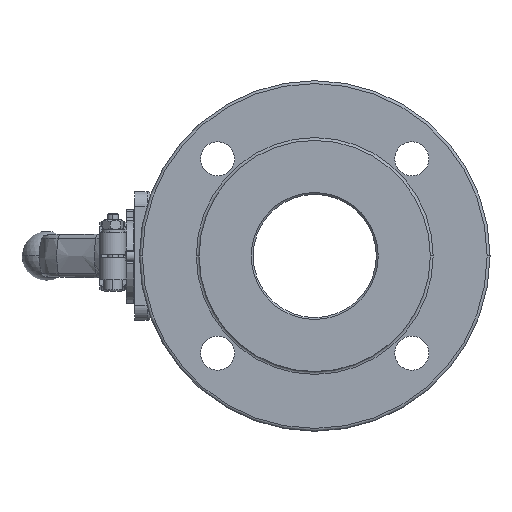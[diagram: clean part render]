
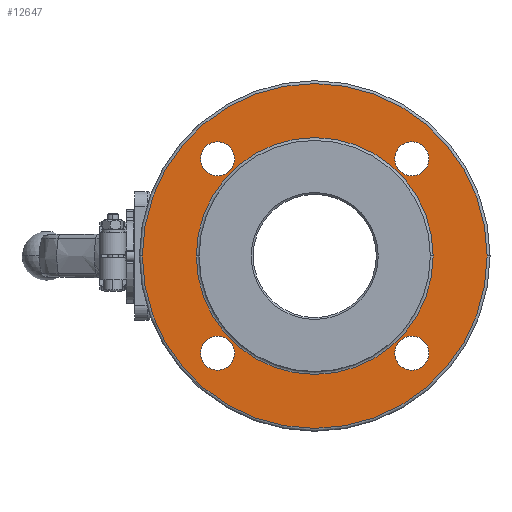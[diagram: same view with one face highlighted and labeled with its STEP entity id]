
A CAD part, left-side view. The second image highlights one B-rep face of the part: STEP entity #12647.
In plain terms, the highlighted planar face has unit normal (-1, 0, 0).
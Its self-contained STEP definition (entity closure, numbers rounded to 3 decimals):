
#311 = EDGE_CURVE ( 'NONE', #7541, #22717, #3684, .T. ) ;
#786 = ORIENTED_EDGE ( 'NONE', *, *, #3478, .F. ) ;
#1416 = EDGE_CURVE ( 'NONE', #3655, #15660, #41030, .T. ) ;
#1583 = DIRECTION ( 'NONE',  ( 0., 0., 1. ) ) ;
#1874 = EDGE_LOOP ( 'NONE', ( #8566, #23026 ) ) ;
#2388 = DIRECTION ( 'NONE',  ( 1., 0., 0. ) ) ;
#3301 = CIRCLE ( 'NONE', #3987, 9. ) ;
#3478 = EDGE_CURVE ( 'NONE', #6315, #40323, #23472, .T. ) ;
#3571 = EDGE_LOOP ( 'NONE', ( #11811, #8753 ) ) ;
#3655 = VERTEX_POINT ( 'NONE', #20066 ) ;
#3684 = CIRCLE ( 'NONE', #30601, 9. ) ;
#3987 = AXIS2_PLACEMENT_3D ( 'NONE', #35123, #21880, #22298 ) ;
#4755 = CARTESIAN_POINT ( 'NONE',  ( -57.5, 41.015, -51.265 ) ) ;
#5158 = FACE_BOUND ( 'NONE', #34371, .T. ) ;
#5350 = DIRECTION ( 'NONE',  ( 0., 0., -1. ) ) ;
#5734 = DIRECTION ( 'NONE',  ( 0., 0., 1. ) ) ;
#6315 = VERTEX_POINT ( 'NONE', #38343 ) ;
#6412 = DIRECTION ( 'NONE',  ( 0., -1., 0. ) ) ;
#7073 = EDGE_CURVE ( 'NONE', #25164, #34174, #17529, .T. ) ;
#7435 = DIRECTION ( 'NONE',  ( 1., 0., 0. ) ) ;
#7541 = VERTEX_POINT ( 'NONE', #31011 ) ;
#7666 = DIRECTION ( 'NONE',  ( 1., 0., 0. ) ) ;
#8266 = DIRECTION ( 'NONE',  ( 0., -1., 0. ) ) ;
#8566 = ORIENTED_EDGE ( 'NONE', *, *, #7073, .F. ) ;
#8753 = ORIENTED_EDGE ( 'NONE', *, *, #35685, .T. ) ;
#8897 = ORIENTED_EDGE ( 'NONE', *, *, #311, .T. ) ;
#9798 = AXIS2_PLACEMENT_3D ( 'NONE', #15954, #31330, #15330 ) ;
#10018 = DIRECTION ( 'NONE',  ( 1., 0., 0. ) ) ;
#11260 = FACE_OUTER_BOUND ( 'NONE', #24949, .T. ) ;
#11811 = ORIENTED_EDGE ( 'NONE', *, *, #31951, .T. ) ;
#12089 = CARTESIAN_POINT ( 'NONE',  ( -57.5, -1.25, 0. ) ) ;
#12355 = EDGE_CURVE ( 'NONE', #15660, #3655, #3301, .T. ) ;
#12586 = VERTEX_POINT ( 'NONE', #4755 ) ;
#12647 = ADVANCED_FACE ( 'NONE', ( #20577, #5158, #24570, #14441, #17830, #11260 ), #20997, .T. ) ;
#12777 = CARTESIAN_POINT ( 'NONE',  ( -57.5, -43.515, 51.265 ) ) ;
#12955 = CARTESIAN_POINT ( 'NONE',  ( -57.5, -61.515, -51.265 ) ) ;
#13183 = DIRECTION ( 'NONE',  ( 0., -1., 0. ) ) ;
#13617 = AXIS2_PLACEMENT_3D ( 'NONE', #18133, #30969, #14963 ) ;
#14441 = FACE_BOUND ( 'NONE', #17908, .T. ) ;
#14878 = ORIENTED_EDGE ( 'NONE', *, *, #12355, .T. ) ;
#14963 = DIRECTION ( 'NONE',  ( 0., 0., -1. ) ) ;
#15152 = EDGE_CURVE ( 'NONE', #36222, #26717, #31215, .T. ) ;
#15330 = DIRECTION ( 'NONE',  ( 0., -1., 0. ) ) ;
#15660 = VERTEX_POINT ( 'NONE', #19201 ) ;
#15728 = CARTESIAN_POINT ( 'NONE',  ( -57.5, -52.515, 51.265 ) ) ;
#15925 = CIRCLE ( 'NONE', #37477, 91. ) ;
#15954 = CARTESIAN_POINT ( 'NONE',  ( -57.5, 50.015, -51.265 ) ) ;
#16178 = CIRCLE ( 'NONE', #29603, 9. ) ;
#16782 = DIRECTION ( 'NONE',  ( 0., -1., 0. ) ) ;
#17238 = CARTESIAN_POINT ( 'NONE',  ( -57.5, -61.515, 51.265 ) ) ;
#17529 = CIRCLE ( 'NONE', #21340, 62.5 ) ;
#17608 = CARTESIAN_POINT ( 'NONE',  ( -57.5, 50.015, -51.265 ) ) ;
#17792 = DIRECTION ( 'NONE',  ( 0., -1., 0. ) ) ;
#17830 = FACE_BOUND ( 'NONE', #37617, .T. ) ;
#17908 = EDGE_LOOP ( 'NONE', ( #14878, #34779 ) ) ;
#17927 = EDGE_CURVE ( 'NONE', #34174, #25164, #29123, .T. ) ;
#18133 = CARTESIAN_POINT ( 'NONE',  ( -57.5, -1.25, 0. ) ) ;
#18464 = ORIENTED_EDGE ( 'NONE', *, *, #33068, .F. ) ;
#18617 = DIRECTION ( 'NONE',  ( 1., 0., 0. ) ) ;
#19201 = CARTESIAN_POINT ( 'NONE',  ( -57.5, 41.015, 51.265 ) ) ;
#19525 = DIRECTION ( 'NONE',  ( 1., 0., 0. ) ) ;
#20066 = CARTESIAN_POINT ( 'NONE',  ( -57.5, 59.015, 51.265 ) ) ;
#20577 = FACE_BOUND ( 'NONE', #1874, .T. ) ;
#20997 = PLANE ( 'NONE',  #41647 ) ;
#21156 = ORIENTED_EDGE ( 'NONE', *, *, #39876, .T. ) ;
#21340 = AXIS2_PLACEMENT_3D ( 'NONE', #12089, #34221, #5350 ) ;
#21880 = DIRECTION ( 'NONE',  ( 1., 0., 0. ) ) ;
#22202 = CARTESIAN_POINT ( 'NONE',  ( -57.5, -1.25, 0. ) ) ;
#22298 = DIRECTION ( 'NONE',  ( 0., -1., 0. ) ) ;
#22488 = AXIS2_PLACEMENT_3D ( 'NONE', #31249, #2388, #17792 ) ;
#22717 = VERTEX_POINT ( 'NONE', #12955 ) ;
#22876 = DIRECTION ( 'NONE',  ( 1., 0., 0. ) ) ;
#22982 = VERTEX_POINT ( 'NONE', #33789 ) ;
#23026 = ORIENTED_EDGE ( 'NONE', *, *, #17927, .F. ) ;
#23472 = CIRCLE ( 'NONE', #35516, 91. ) ;
#24135 = DIRECTION ( 'NONE',  ( 0., -1., 0. ) ) ;
#24570 = FACE_BOUND ( 'NONE', #3571, .T. ) ;
#24949 = EDGE_LOOP ( 'NONE', ( #786, #18464 ) ) ;
#25164 = VERTEX_POINT ( 'NONE', #39983 ) ;
#25536 = CIRCLE ( 'NONE', #31556, 9. ) ;
#26106 = AXIS2_PLACEMENT_3D ( 'NONE', #17608, #30238, #24135 ) ;
#26717 = VERTEX_POINT ( 'NONE', #12777 ) ;
#28414 = CARTESIAN_POINT ( 'NONE',  ( -57.5, 89.75, 0. ) ) ;
#29123 = CIRCLE ( 'NONE', #13617, 62.5 ) ;
#29603 = AXIS2_PLACEMENT_3D ( 'NONE', #39486, #7435, #8266 ) ;
#30137 = CIRCLE ( 'NONE', #26106, 9. ) ;
#30218 = CARTESIAN_POINT ( 'NONE',  ( -57.5, -1.25, 0. ) ) ;
#30238 = DIRECTION ( 'NONE',  ( 1., 0., 0. ) ) ;
#30601 = AXIS2_PLACEMENT_3D ( 'NONE', #32148, #10018, #16782 ) ;
#30664 = DIRECTION ( 'NONE',  ( -1., 0., 0. ) ) ;
#30969 = DIRECTION ( 'NONE',  ( -1., 0., 0. ) ) ;
#31011 = CARTESIAN_POINT ( 'NONE',  ( -57.5, -43.515, -51.265 ) ) ;
#31215 = CIRCLE ( 'NONE', #22488, 9. ) ;
#31249 = CARTESIAN_POINT ( 'NONE',  ( -57.5, -52.515, 51.265 ) ) ;
#31330 = DIRECTION ( 'NONE',  ( 1., 0., 0. ) ) ;
#31556 = AXIS2_PLACEMENT_3D ( 'NONE', #15728, #19525, #13183 ) ;
#31585 = AXIS2_PLACEMENT_3D ( 'NONE', #35282, #22876, #6412 ) ;
#31951 = EDGE_CURVE ( 'NONE', #12586, #22982, #35385, .T. ) ;
#32148 = CARTESIAN_POINT ( 'NONE',  ( -57.5, -52.515, -51.265 ) ) ;
#33068 = EDGE_CURVE ( 'NONE', #40323, #6315, #15925, .T. ) ;
#33408 = CARTESIAN_POINT ( 'NONE',  ( -57.5, -1.25, 76. ) ) ;
#33789 = CARTESIAN_POINT ( 'NONE',  ( -57.5, 59.015, -51.265 ) ) ;
#34174 = VERTEX_POINT ( 'NONE', #37772 ) ;
#34221 = DIRECTION ( 'NONE',  ( -1., 0., 0. ) ) ;
#34371 = EDGE_LOOP ( 'NONE', ( #40291, #35322 ) ) ;
#34779 = ORIENTED_EDGE ( 'NONE', *, *, #1416, .T. ) ;
#35123 = CARTESIAN_POINT ( 'NONE',  ( -57.5, 50.015, 51.265 ) ) ;
#35282 = CARTESIAN_POINT ( 'NONE',  ( -57.5, 50.015, 51.265 ) ) ;
#35322 = ORIENTED_EDGE ( 'NONE', *, *, #41381, .T. ) ;
#35385 = CIRCLE ( 'NONE', #9798, 9. ) ;
#35516 = AXIS2_PLACEMENT_3D ( 'NONE', #22202, #18617, #5734 ) ;
#35685 = EDGE_CURVE ( 'NONE', #22982, #12586, #30137, .T. ) ;
#36222 = VERTEX_POINT ( 'NONE', #17238 ) ;
#37477 = AXIS2_PLACEMENT_3D ( 'NONE', #30218, #7666, #39721 ) ;
#37617 = EDGE_LOOP ( 'NONE', ( #21156, #8897 ) ) ;
#37772 = CARTESIAN_POINT ( 'NONE',  ( -57.5, -63.75, 0. ) ) ;
#38343 = CARTESIAN_POINT ( 'NONE',  ( -57.5, -92.25, 0. ) ) ;
#39486 = CARTESIAN_POINT ( 'NONE',  ( -57.5, -52.515, -51.265 ) ) ;
#39721 = DIRECTION ( 'NONE',  ( 0., 0., 1. ) ) ;
#39876 = EDGE_CURVE ( 'NONE', #22717, #7541, #16178, .T. ) ;
#39983 = CARTESIAN_POINT ( 'NONE',  ( -57.5, 61.25, 0. ) ) ;
#40291 = ORIENTED_EDGE ( 'NONE', *, *, #15152, .T. ) ;
#40323 = VERTEX_POINT ( 'NONE', #28414 ) ;
#41030 = CIRCLE ( 'NONE', #31585, 9. ) ;
#41381 = EDGE_CURVE ( 'NONE', #26717, #36222, #25536, .T. ) ;
#41647 = AXIS2_PLACEMENT_3D ( 'NONE', #33408, #30664, #1583 ) ;
